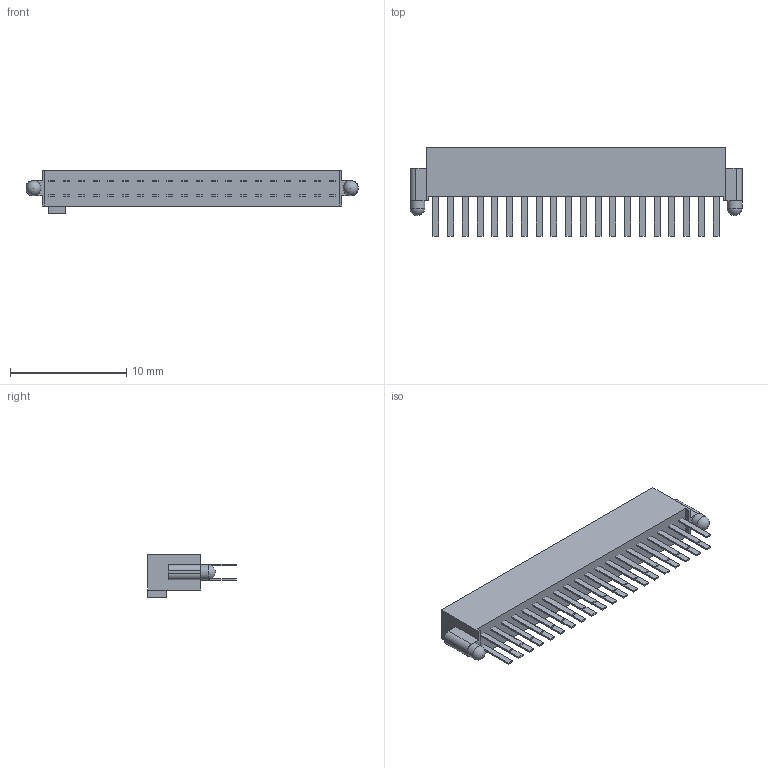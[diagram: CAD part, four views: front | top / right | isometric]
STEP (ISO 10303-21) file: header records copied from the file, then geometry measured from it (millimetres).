
FILE_DESCRIPTION(/* description */ ('STEP AP214'),/* implementation_level */ '2;1');
FILE_NAME(/* name */ 'SFM-120-01-S-D-A',/* time_stamp */ '2023-05-14T22:52:51+02:00',/* author */ ('License CC BY-ND 4.0'),/* organization */ ('CADENAS'),/* preprocessor_version */ 'ST-DEVELOPER v19.3',/* originating_system */ 'PARTsolutions',/* authorisation */ ' ');
FILE_SCHEMA (('AUTOMOTIVE_DESIGN {1 0 10303 214 3 1 1}'));
Length unit declared in the file: inch
Products named in the file (3): SFM-120-01-S-D-A; C-20-01-D_pins; SFM-120-01-L-D-A_terminal
Assembly tree (2 placements, depth 2):
  SFM-120-01-S-D-A
    C-20-01-D_pins
    SFM-120-01-L-D-A_terminal
Bounding box: 28.57 x 7.62 x 3.68 mm (x, y, z)
Volume: 324.3 mm3; surface area: 985 mm2
Topology: 2 solids, 2 shells, 436 faces, 1066 edges, 708 vertices
Faces by surface type: plane 428, cylinder 6, sphere 2
Full cylindrical faces by diameter (mm): 1.27 x2
Entity records: 12564 total; most frequent: CARTESIAN_POINT 2201, ORIENTED_EDGE 2116, DIRECTION 1952, EDGE_CURVE 1058, LINE 1042, VECTOR 1042, VERTEX_POINT 704, EDGE_LOOP 514
